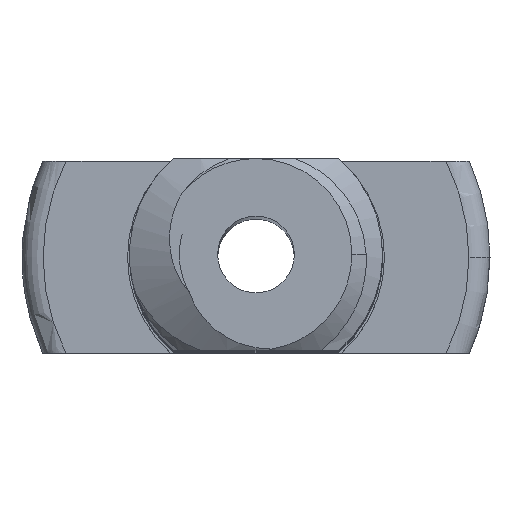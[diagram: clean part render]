
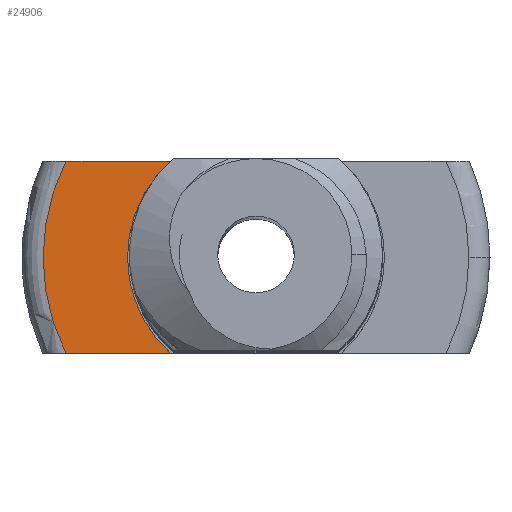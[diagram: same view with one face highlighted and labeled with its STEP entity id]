
A CAD part, top view. The second image highlights one B-rep face of the part: STEP entity #24906.
In plain terms, the highlighted planar face has unit normal (0, 0, 1).
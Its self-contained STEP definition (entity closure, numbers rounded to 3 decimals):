
#5887 = PLANE('',#5888);
#5888 = AXIS2_PLACEMENT_3D('',#5889,#5890,#5891);
#5889 = CARTESIAN_POINT('',(12.5,-2.5,57.154));
#5890 = DIRECTION('',(0.,1.,0.));
#5891 = DIRECTION('',(-1.,0.,0.));
#6676 = PLANE('',#6677);
#6677 = AXIS2_PLACEMENT_3D('',#6678,#6679,#6680);
#6678 = CARTESIAN_POINT('',(-12.5,2.5,57.154));
#6679 = DIRECTION('',(0.,-1.,0.));
#6680 = DIRECTION('',(1.,0.,0.));
#9100 = VERTEX_POINT('',#9101);
#9101 = CARTESIAN_POINT('',(-4.955,-2.5,0.));
#9153 = TOROIDAL_SURFACE('',#9154,5.55,0.55);
#9154 = AXIS2_PLACEMENT_3D('',#9155,#9156,#9157);
#9155 = CARTESIAN_POINT('',(0.,0.,-0.55)
  );
#9156 = DIRECTION('',(0.,0.,1.));
#9157 = DIRECTION('',(1.,0.,0.));
#9184 = EDGE_CURVE('',#9185,#9100,#9187,.T.);
#9185 = VERTEX_POINT('',#9186);
#9186 = CARTESIAN_POINT('',(-2.23,-2.5,0.));
#9187 = SURFACE_CURVE('',#9188,(#9192,#9199),.PCURVE_S1.);
#9188 = LINE('',#9189,#9190);
#9189 = CARTESIAN_POINT('',(6.25,-2.5,0.));
#9190 = VECTOR('',#9191,1.);
#9191 = DIRECTION('',(-1.,0.,0.));
#9192 = PCURVE('',#5887,#9193);
#9193 = DEFINITIONAL_REPRESENTATION('',(#9194),#9198);
#9194 = LINE('',#9195,#9196);
#9195 = CARTESIAN_POINT('',(6.25,-57.154));
#9196 = VECTOR('',#9197,1.);
#9197 = DIRECTION('',(1.,0.));
#9198 = ( GEOMETRIC_REPRESENTATION_CONTEXT(2) 
PARAMETRIC_REPRESENTATION_CONTEXT() REPRESENTATION_CONTEXT('2D SPACE',''
  ) );
#9199 = PCURVE('',#9200,#9205);
#9200 = PLANE('',#9201);
#9201 = AXIS2_PLACEMENT_3D('',#9202,#9203,#9204);
#9202 = CARTESIAN_POINT('',(0.,0.,
    0.));
#9203 = DIRECTION('',(0.,0.,-1.));
#9204 = DIRECTION('',(1.,0.,0.));
#9205 = DEFINITIONAL_REPRESENTATION('',(#9206),#9210);
#9206 = LINE('',#9207,#9208);
#9207 = CARTESIAN_POINT('',(6.25,2.5));
#9208 = VECTOR('',#9209,1.);
#9209 = DIRECTION('',(-1.,0.));
#9210 = ( GEOMETRIC_REPRESENTATION_CONTEXT(2) 
PARAMETRIC_REPRESENTATION_CONTEXT() REPRESENTATION_CONTEXT('2D SPACE',''
  ) );
#9226 = CYLINDRICAL_SURFACE('',#9227,3.35);
#9227 = AXIS2_PLACEMENT_3D('',#9228,#9229,#9230);
#9228 = CARTESIAN_POINT('',(0.,0.,1.8)
  );
#9229 = DIRECTION('',(0.,0.,-1.));
#9230 = DIRECTION('',(1.,0.,0.));
#22681 = VERTEX_POINT('',#22682);
#22682 = CARTESIAN_POINT('',(-2.23,2.5,0.));
#22703 = EDGE_CURVE('',#22704,#22681,#22706,.T.);
#22704 = VERTEX_POINT('',#22705);
#22705 = CARTESIAN_POINT('',(-4.955,2.5,0.));
#22706 = SURFACE_CURVE('',#22707,(#22711,#22718),.PCURVE_S1.);
#22707 = LINE('',#22708,#22709);
#22708 = CARTESIAN_POINT('',(-6.25,2.5,0.));
#22709 = VECTOR('',#22710,1.);
#22710 = DIRECTION('',(1.,0.,0.));
#22711 = PCURVE('',#6676,#22712);
#22712 = DEFINITIONAL_REPRESENTATION('',(#22713),#22717);
#22713 = LINE('',#22714,#22715);
#22714 = CARTESIAN_POINT('',(6.25,-57.154));
#22715 = VECTOR('',#22716,1.);
#22716 = DIRECTION('',(1.,0.));
#22717 = ( GEOMETRIC_REPRESENTATION_CONTEXT(2) 
PARAMETRIC_REPRESENTATION_CONTEXT() REPRESENTATION_CONTEXT('2D SPACE',''
  ) );
#22718 = PCURVE('',#9200,#22719);
#22719 = DEFINITIONAL_REPRESENTATION('',(#22720),#22724);
#22720 = LINE('',#22721,#22722);
#22721 = CARTESIAN_POINT('',(-6.25,-2.5));
#22722 = VECTOR('',#22723,1.);
#22723 = DIRECTION('',(1.,0.));
#22724 = ( GEOMETRIC_REPRESENTATION_CONTEXT(2) 
PARAMETRIC_REPRESENTATION_CONTEXT() REPRESENTATION_CONTEXT('2D SPACE',''
  ) );
#24438 = EDGE_CURVE('',#9185,#22681,#24439,.T.);
#24439 = SURFACE_CURVE('',#24440,(#24445,#24452),.PCURVE_S1.);
#24440 = CIRCLE('',#24441,3.35);
#24441 = AXIS2_PLACEMENT_3D('',#24442,#24443,#24444);
#24442 = CARTESIAN_POINT('',(0.,0.,
    0.));
#24443 = DIRECTION('',(0.,0.,-1.));
#24444 = DIRECTION('',(1.,0.,0.));
#24445 = PCURVE('',#9226,#24446);
#24446 = DEFINITIONAL_REPRESENTATION('',(#24447),#24451);
#24447 = LINE('',#24448,#24449);
#24448 = CARTESIAN_POINT('',(0.,1.8));
#24449 = VECTOR('',#24450,1.);
#24450 = DIRECTION('',(1.,0.));
#24451 = ( GEOMETRIC_REPRESENTATION_CONTEXT(2) 
PARAMETRIC_REPRESENTATION_CONTEXT() REPRESENTATION_CONTEXT('2D SPACE',''
  ) );
#24452 = PCURVE('',#9200,#24453);
#24453 = DEFINITIONAL_REPRESENTATION('',(#24454),#24458);
#24454 = CIRCLE('',#24455,3.35);
#24455 = AXIS2_PLACEMENT_2D('',#24456,#24457);
#24456 = CARTESIAN_POINT('',(0.,0.));
#24457 = DIRECTION('',(1.,0.));
#24458 = ( GEOMETRIC_REPRESENTATION_CONTEXT(2) 
PARAMETRIC_REPRESENTATION_CONTEXT() REPRESENTATION_CONTEXT('2D SPACE',''
  ) );
#24906 = ADVANCED_FACE('',(#24907),#9200,.F.);
#24907 = FACE_BOUND('',#24908,.T.);
#24908 = EDGE_LOOP('',(#24909,#24910,#24911,#24912));
#24909 = ORIENTED_EDGE('',*,*,#9184,.F.);
#24910 = ORIENTED_EDGE('',*,*,#24438,.T.);
#24911 = ORIENTED_EDGE('',*,*,#22703,.F.);
#24912 = ORIENTED_EDGE('',*,*,#24913,.F.);
#24913 = EDGE_CURVE('',#9100,#22704,#24914,.T.);
#24914 = SURFACE_CURVE('',#24915,(#24920,#24927),.PCURVE_S1.);
#24915 = CIRCLE('',#24916,5.55);
#24916 = AXIS2_PLACEMENT_3D('',#24917,#24918,#24919);
#24917 = CARTESIAN_POINT('',(0.,0.,
    0.));
#24918 = DIRECTION('',(0.,0.,-1.));
#24919 = DIRECTION('',(1.,0.,0.));
#24920 = PCURVE('',#9200,#24921);
#24921 = DEFINITIONAL_REPRESENTATION('',(#24922),#24926);
#24922 = CIRCLE('',#24923,5.55);
#24923 = AXIS2_PLACEMENT_2D('',#24924,#24925);
#24924 = CARTESIAN_POINT('',(0.,0.));
#24925 = DIRECTION('',(1.,0.));
#24926 = ( GEOMETRIC_REPRESENTATION_CONTEXT(2) 
PARAMETRIC_REPRESENTATION_CONTEXT() REPRESENTATION_CONTEXT('2D SPACE',''
  ) );
#24927 = PCURVE('',#9153,#24928);
#24928 = DEFINITIONAL_REPRESENTATION('',(#24929),#24933);
#24929 = LINE('',#24930,#24931);
#24930 = CARTESIAN_POINT('',(0.,7.854));
#24931 = VECTOR('',#24932,1.);
#24932 = DIRECTION('',(-1.,0.));
#24933 = ( GEOMETRIC_REPRESENTATION_CONTEXT(2) 
PARAMETRIC_REPRESENTATION_CONTEXT() REPRESENTATION_CONTEXT('2D SPACE',''
  ) );
